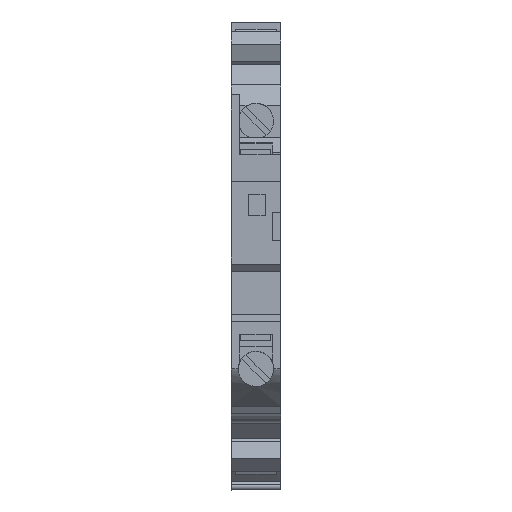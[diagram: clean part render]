
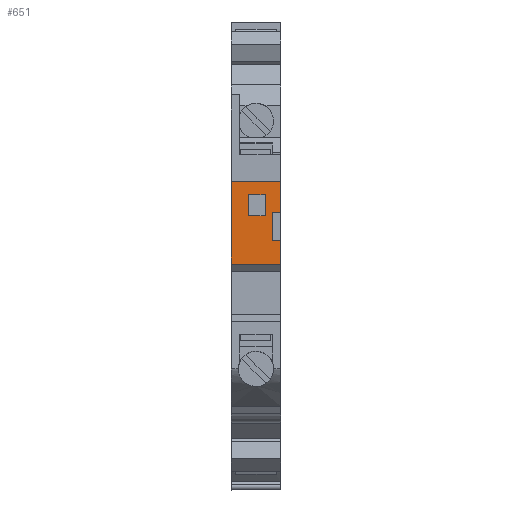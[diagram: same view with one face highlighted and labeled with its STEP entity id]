
A CAD part, top view. The second image highlights one B-rep face of the part: STEP entity #651.
In plain terms, the highlighted planar face has unit normal (0, 0, 1).
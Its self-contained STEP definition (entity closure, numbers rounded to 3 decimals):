
#651=ADVANCED_FACE('',(#1336,#1337,#1338),#1339,.F.);
#1336=FACE_OUTER_BOUND('',#2048,.T.);
#1337=FACE_BOUND('',#2049,.T.);
#1338=FACE_BOUND('',#2050,.T.);
#1339=PLANE('',#2051);
#2048=EDGE_LOOP('',(#4114,#4115,#4116,#4117));
#2049=EDGE_LOOP('',(#4118,#4119,#4120,#4121));
#2050=EDGE_LOOP('',(#4122,#4123,#4124,#4125));
#2051=AXIS2_PLACEMENT_3D('',#4126,#4127,#4128);
#4114=ORIENTED_EDGE('',*,*,#4797,.F.);
#4115=ORIENTED_EDGE('',*,*,#5207,.T.);
#4116=ORIENTED_EDGE('',*,*,#4692,.T.);
#4117=ORIENTED_EDGE('',*,*,#5204,.T.);
#4118=ORIENTED_EDGE('',*,*,#5254,.T.);
#4119=ORIENTED_EDGE('',*,*,#5255,.F.);
#4120=ORIENTED_EDGE('',*,*,#5256,.F.);
#4121=ORIENTED_EDGE('',*,*,#5257,.F.);
#4122=ORIENTED_EDGE('',*,*,#4657,.F.);
#4123=ORIENTED_EDGE('',*,*,#5258,.F.);
#4124=ORIENTED_EDGE('',*,*,#4736,.F.);
#4125=ORIENTED_EDGE('',*,*,#4717,.F.);
#4126=CARTESIAN_POINT('',(6.15,34.15,72.3));
#4127=DIRECTION('',(0.,0.,-1.0));
#4128=DIRECTION('',(-1.0,0.,0.));
#4657=EDGE_CURVE('',#5757,#5758,#5759,.T.);
#4692=EDGE_CURVE('',#5819,#5817,#5820,.T.);
#4717=EDGE_CURVE('',#5758,#5862,#5863,.T.);
#4736=EDGE_CURVE('',#5862,#5886,#5890,.T.);
#4797=EDGE_CURVE('',#5983,#5985,#5986,.T.);
#5204=EDGE_CURVE('',#5817,#5985,#6512,.T.);
#5207=EDGE_CURVE('',#5983,#5819,#6515,.T.);
#5254=EDGE_CURVE('',#6581,#6582,#6583,.T.);
#5255=EDGE_CURVE('',#6584,#6582,#6585,.T.);
#5256=EDGE_CURVE('',#6586,#6584,#6587,.T.);
#5257=EDGE_CURVE('',#6581,#6586,#6588,.T.);
#5258=EDGE_CURVE('',#5886,#5757,#6589,.T.);
#5757=VERTEX_POINT('',#7544);
#5758=VERTEX_POINT('',#7545);
#5759=LINE('',#7546,#7547);
#5817=VERTEX_POINT('',#7924);
#5819=VERTEX_POINT('',#7927);
#5820=LINE('',#7928,#7929);
#5862=VERTEX_POINT('',#7988);
#5863=LINE('',#7989,#7990);
#5886=VERTEX_POINT('',#8023);
#5890=LINE('',#8029,#8030);
#5983=VERTEX_POINT('',#8157);
#5985=VERTEX_POINT('',#8160);
#5986=LINE('',#8161,#8162);
#6512=LINE('',#8925,#8926);
#6515=LINE('',#8930,#8931);
#6581=VERTEX_POINT('',#9027);
#6582=VERTEX_POINT('',#9028);
#6583=LINE('',#9029,#9030);
#6584=VERTEX_POINT('',#9031);
#6585=LINE('',#9032,#9033);
#6586=VERTEX_POINT('',#9034);
#6587=LINE('',#9035,#9036);
#6588=LINE('',#9037,#9038);
#6589=LINE('',#9039,#9040);
#7544=CARTESIAN_POINT('',(4.225,33.775,72.3));
#7545=CARTESIAN_POINT('',(4.225,36.375,72.3));
#7546=CARTESIAN_POINT('',(4.225,-0.466,72.3));
#7547=VECTOR('',#9470,1.0);
#7924=CARTESIAN_POINT('',(0.042,27.797,72.3));
#7927=CARTESIAN_POINT('',(0.042,37.962,72.3));
#7928=CARTESIAN_POINT('',(0.042,23.925,72.3));
#7929=VECTOR('',#9506,1.0);
#7988=CARTESIAN_POINT('',(2.125,36.375,72.3));
#7989=CARTESIAN_POINT('',(5.8,36.375,72.3));
#7990=VECTOR('',#9536,1.0);
#8023=CARTESIAN_POINT('',(2.125,33.775,72.3));
#8029=CARTESIAN_POINT('',(2.125,-0.466,72.3));
#8030=VECTOR('',#9555,1.0);
#8157=CARTESIAN_POINT('',(6.1,37.962,72.3));
#8160=CARTESIAN_POINT('',(6.1,27.797,72.3));
#8161=CARTESIAN_POINT('',(6.1,23.925,72.3));
#8162=VECTOR('',#9627,1.0);
#8925=CARTESIAN_POINT('',(8.15,27.797,72.3));
#8926=VECTOR('',#9955,1.0);
#8930=CARTESIAN_POINT('',(8.15,37.962,72.3));
#8931=VECTOR('',#9957,1.0);
#9027=CARTESIAN_POINT('',(6.092,34.15,72.3));
#9028=CARTESIAN_POINT('',(6.092,30.65,72.3));
#9029=CARTESIAN_POINT('',(6.092,23.925,72.3));
#9030=VECTOR('',#9994,1.0);
#9031=CARTESIAN_POINT('',(5.092,30.65,72.3));
#9032=CARTESIAN_POINT('',(8.15,30.65,72.3));
#9033=VECTOR('',#9995,1.0);
#9034=CARTESIAN_POINT('',(5.092,34.15,72.3));
#9035=CARTESIAN_POINT('',(5.092,23.925,72.3));
#9036=VECTOR('',#9996,1.0);
#9037=CARTESIAN_POINT('',(8.15,34.15,72.3));
#9038=VECTOR('',#9997,1.0);
#9039=CARTESIAN_POINT('',(5.8,33.775,72.3));
#9040=VECTOR('',#9998,1.0);
#9470=DIRECTION('',(0.,1.0,0.));
#9506=DIRECTION('',(0.,-1.0,0.));
#9536=DIRECTION('',(-1.0,0.,0.));
#9555=DIRECTION('',(0.,-1.0,0.));
#9627=DIRECTION('',(0.,-1.0,0.));
#9955=DIRECTION('',(1.0,0.,0.));
#9957=DIRECTION('',(-1.0,0.,0.));
#9994=DIRECTION('',(0.,-1.0,0.));
#9995=DIRECTION('',(1.0,0.,0.));
#9996=DIRECTION('',(0.,-1.0,0.));
#9997=DIRECTION('',(-1.0,0.,0.));
#9998=DIRECTION('',(1.0,0.,0.));
